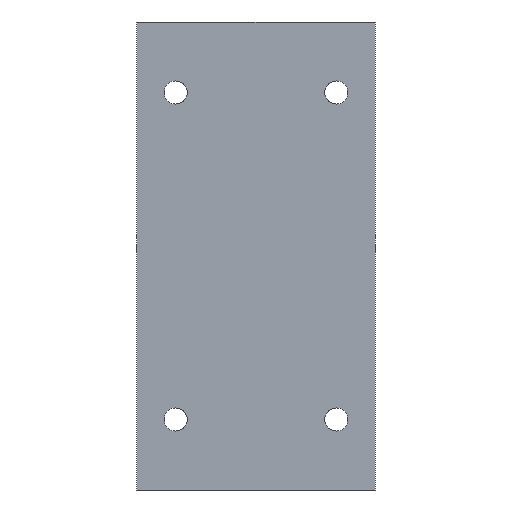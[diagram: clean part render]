
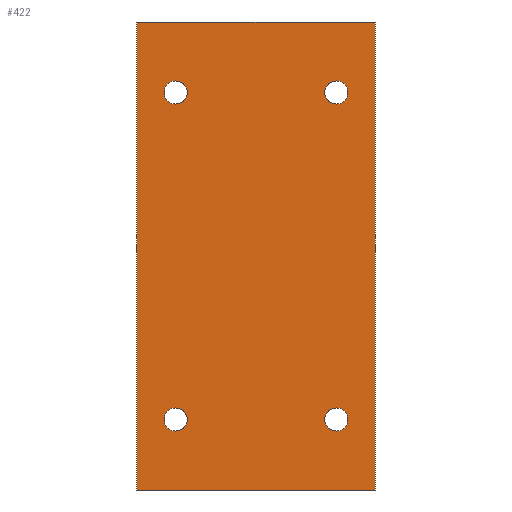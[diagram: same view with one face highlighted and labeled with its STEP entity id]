
A CAD part, left-side view. The second image highlights one B-rep face of the part: STEP entity #422.
In plain terms, the highlighted planar face has unit normal (-1, 0, 0).
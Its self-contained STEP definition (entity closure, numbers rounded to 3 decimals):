
#21=PLANE('',#469);
#38=FACE_BOUND('',#88,.T.);
#39=FACE_BOUND('',#89,.T.);
#40=FACE_BOUND('',#90,.T.);
#41=FACE_BOUND('',#91,.T.);
#55=FACE_OUTER_BOUND('',#87,.T.);
#87=EDGE_LOOP('',(#350,#351,#352,#353));
#88=EDGE_LOOP('',(#354));
#89=EDGE_LOOP('',(#355));
#90=EDGE_LOOP('',(#356));
#91=EDGE_LOOP('',(#357));
#127=LINE('',#870,#157);
#139=LINE('',#897,#169);
#140=LINE('',#899,#170);
#141=LINE('',#900,#171);
#157=VECTOR('',#521,10.);
#169=VECTOR('',#545,10.);
#170=VECTOR('',#548,10.);
#171=VECTOR('',#549,10.);
#180=CIRCLE('',#451,2.05);
#182=CIRCLE('',#454,2.05);
#184=CIRCLE('',#457,2.05);
#186=CIRCLE('',#460,2.05);
#194=VERTEX_POINT('',#592);
#199=VERTEX_POINT('',#664);
#202=VERTEX_POINT('',#729);
#205=VERTEX_POINT('',#794);
#210=VERTEX_POINT('',#866);
#212=VERTEX_POINT('',#869);
#220=VERTEX_POINT('',#893);
#221=VERTEX_POINT('',#895);
#234=EDGE_CURVE('',#194,#194,#180,.T.);
#241=EDGE_CURVE('',#199,#199,#182,.T.);
#245=EDGE_CURVE('',#202,#202,#184,.T.);
#249=EDGE_CURVE('',#205,#205,#186,.T.);
#257=EDGE_CURVE('',#210,#212,#127,.T.);
#271=EDGE_CURVE('',#220,#221,#139,.T.);
#272=EDGE_CURVE('',#210,#220,#140,.T.);
#273=EDGE_CURVE('',#212,#221,#141,.T.);
#350=ORIENTED_EDGE('',*,*,#272,.T.);
#351=ORIENTED_EDGE('',*,*,#271,.T.);
#352=ORIENTED_EDGE('',*,*,#273,.F.);
#353=ORIENTED_EDGE('',*,*,#257,.F.);
#354=ORIENTED_EDGE('',*,*,#234,.T.);
#355=ORIENTED_EDGE('',*,*,#241,.T.);
#356=ORIENTED_EDGE('',*,*,#245,.T.);
#357=ORIENTED_EDGE('',*,*,#249,.T.);
#422=ADVANCED_FACE('',(#55,#38,#39,#40,#41),#21,.T.);
#451=AXIS2_PLACEMENT_3D('',#593,#490,#491);
#454=AXIS2_PLACEMENT_3D('',#665,#498,#499);
#457=AXIS2_PLACEMENT_3D('',#730,#505,#506);
#460=AXIS2_PLACEMENT_3D('',#795,#512,#513);
#469=AXIS2_PLACEMENT_3D('',#898,#546,#547);
#490=DIRECTION('center_axis',(1.,0.,0.));
#491=DIRECTION('ref_axis',(0.,-1.,0.));
#498=DIRECTION('center_axis',(1.,0.,0.));
#499=DIRECTION('ref_axis',(0.,-1.,0.));
#505=DIRECTION('center_axis',(1.,0.,0.));
#506=DIRECTION('ref_axis',(0.,-1.,0.));
#512=DIRECTION('center_axis',(1.,0.,0.));
#513=DIRECTION('ref_axis',(0.,-1.,0.));
#521=DIRECTION('',(0.,0.,1.));
#545=DIRECTION('',(0.,0.,1.));
#546=DIRECTION('center_axis',(-1.,0.,0.));
#547=DIRECTION('ref_axis',(0.,-1.,0.));
#548=DIRECTION('',(0.,-1.,0.));
#549=DIRECTION('',(0.,-1.,0.));
#592=CARTESIAN_POINT('',(-19.,-12.19,70.5));
#593=CARTESIAN_POINT('Origin',(-19.,-14.24,70.5));
#664=CARTESIAN_POINT('',(-19.,16.29,12.5));
#665=CARTESIAN_POINT('Origin',(-19.,14.24,12.5));
#729=CARTESIAN_POINT('',(-19.,16.29,70.5));
#730=CARTESIAN_POINT('Origin',(-19.,14.24,70.5));
#794=CARTESIAN_POINT('',(-19.,-12.19,12.5));
#795=CARTESIAN_POINT('Origin',(-19.,-14.24,12.5));
#866=CARTESIAN_POINT('',(-19.,21.15,0.));
#869=CARTESIAN_POINT('',(-19.,21.15,83.));
#870=CARTESIAN_POINT('',(-19.,21.15,0.));
#893=CARTESIAN_POINT('',(-19.,-21.15,0.));
#895=CARTESIAN_POINT('',(-19.,-21.15,83.));
#897=CARTESIAN_POINT('',(-19.,-21.15,0.));
#898=CARTESIAN_POINT('Origin',(-19.,21.15,0.));
#899=CARTESIAN_POINT('',(-19.,0.,0.));
#900=CARTESIAN_POINT('',(-19.,0.,83.));
